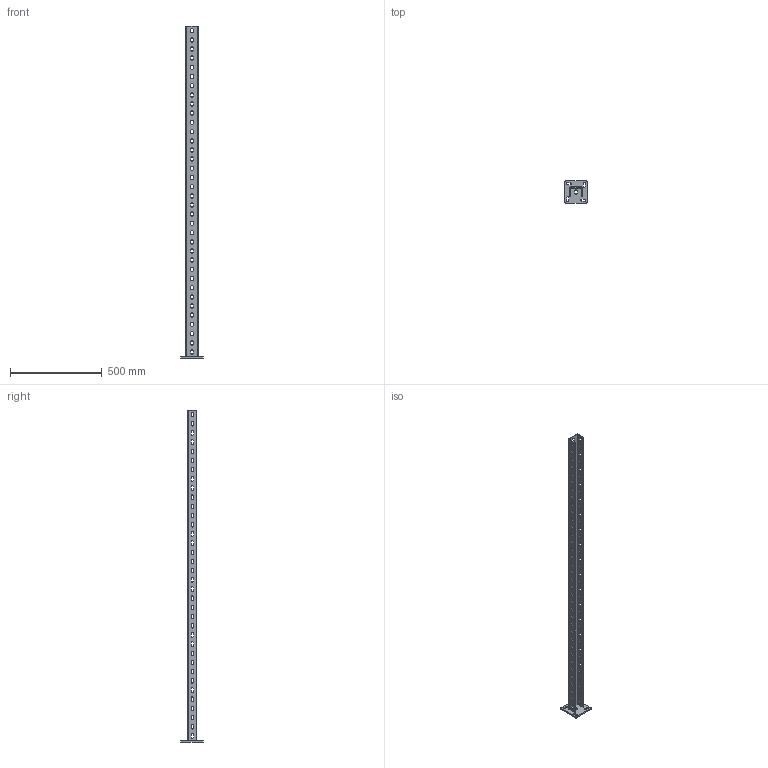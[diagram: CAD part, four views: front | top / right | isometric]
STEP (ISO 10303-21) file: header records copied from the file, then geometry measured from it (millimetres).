
FILE_DESCRIPTION (( 'STEP AP214' ), '1' );
FILE_NAME ('Äåòàë__1800.STEP', '2023-04-03T10:42:02', ( '' ), ( '' ), 'SwSTEP 2.0', 'SolidWorks 2022', '' );
FILE_SCHEMA (( 'AUTOMOTIVE_DESIGN' ));
Length unit declared in the file: millimetre
Products named in the file (1): Детал__1800
Bounding box: 120 x 120 x 1808 mm (x, y, z)
Volume: 1125033.1 mm3; surface area: 585055.9 mm2
Topology: 1 solids, 1 shells, 585 faces, 1746 edges, 1164 vertices
Faces by surface type: cylinder 344, plane 241
Entity records: 20414 total; most frequent: DIRECTION 3606, CARTESIAN_POINT 3496, ORIENTED_EDGE 3492, EDGE_CURVE 1746, AXIS2_PLACEMENT_3D 1274, VERTEX_POINT 1164, LINE 1058, VECTOR 1058
